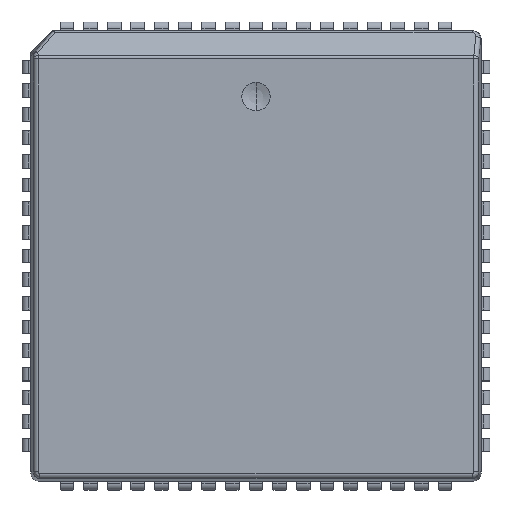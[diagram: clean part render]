
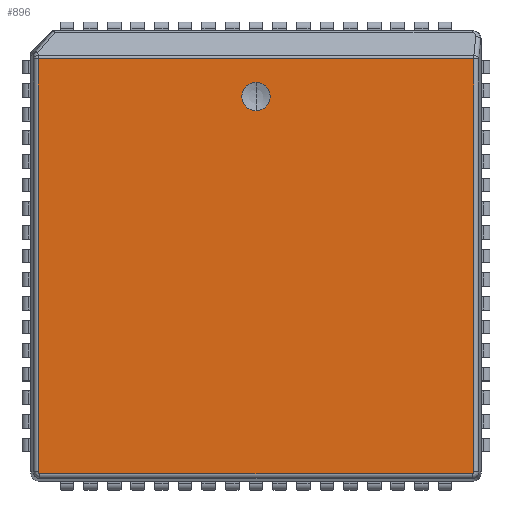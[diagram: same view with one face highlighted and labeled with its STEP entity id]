
A CAD part, top view. The second image highlights one B-rep face of the part: STEP entity #896.
In plain terms, the highlighted face is planar.
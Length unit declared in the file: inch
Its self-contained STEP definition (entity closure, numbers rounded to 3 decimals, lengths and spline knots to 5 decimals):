
#279=CARTESIAN_POINT('',(0.,0.068,-0.337));
#280=DIRECTION('',(0.,-1.,0.));
#281=DIRECTION('',(0.,0.,1.));
#282=AXIS2_PLACEMENT_3D('',#279,#280,#281);
#287=CARTESIAN_POINT('',(0.,0.068,-0.337));
#288=DIRECTION('',(0.,-1.,0.));
#289=DIRECTION('',(0.,0.,-1.));
#290=AXIS2_PLACEMENT_3D('',#287,#288,#289);
#295=DIRECTION('',(-1.,0.,0.));
#296=VECTOR('',#295,0.9217);
#297=CARTESIAN_POINT('',(0.46085,0.068,-0.41671));
#298=LINE('',#297,#296);
#302=DIRECTION('',(0.,0.,-1.));
#303=VECTOR('',#302,0.87371);
#304=CARTESIAN_POINT('',(0.46085,0.068,0.457));
#305=LINE('',#304,#303);
#309=CARTESIAN_POINT('',(0.457,0.068,0.457));
#310=DIRECTION('',(0.,1.,0.));
#311=DIRECTION('',(0.,0.,1.));
#312=AXIS2_PLACEMENT_3D('',#309,#310,#311);
#317=DIRECTION('',(1.,0.,0.));
#318=VECTOR('',#317,0.914);
#319=CARTESIAN_POINT('',(-0.457,0.068,0.46085));
#320=LINE('',#319,#318);
#324=CARTESIAN_POINT('',(-0.457,0.068,0.457));
#325=DIRECTION('',(0.,1.,0.));
#326=DIRECTION('',(-1.,0.,0.));
#327=AXIS2_PLACEMENT_3D('',#324,#325,#326);
#332=DIRECTION('',(0.,0.,1.));
#333=VECTOR('',#332,0.87371);
#334=CARTESIAN_POINT('',(-0.46085,0.068,-0.41671));
#335=LINE('',#334,#333);
#557=CARTESIAN_POINT('',(0.,0.068,-0.307));
#558=CARTESIAN_POINT('',(0.,0.068,-0.367));
#559=VERTEX_POINT('',#557);
#560=VERTEX_POINT('',#558);
#589=CARTESIAN_POINT('',(0.46085,0.068,-0.41671));
#590=CARTESIAN_POINT('',(-0.46085,0.068,-0.41671));
#591=VERTEX_POINT('',#589);
#592=VERTEX_POINT('',#590);
#605=CARTESIAN_POINT('',(-0.46085,0.068,0.457));
#606=VERTEX_POINT('',#605);
#611=CARTESIAN_POINT('',(-0.457,0.068,0.46085));
#612=VERTEX_POINT('',#611);
#615=CARTESIAN_POINT('',(0.457,0.068,0.46085));
#616=VERTEX_POINT('',#615);
#619=CARTESIAN_POINT('',(0.46085,0.068,0.457));
#620=VERTEX_POINT('',#619);
#874=CARTESIAN_POINT('',(0.,0.068,0.));
#875=DIRECTION('',(0.,1.,0.));
#876=DIRECTION('',(1.,0.,0.));
#877=AXIS2_PLACEMENT_3D('',#874,#875,#876);
#878=PLANE('',#877);
#879=ORIENTED_EDGE('',*,*,#786,.F.);
#880=ORIENTED_EDGE('',*,*,#814,.F.);
#881=ORIENTED_EDGE('',*,*,#865,.F.);
#883=ORIENTED_EDGE('',*,*,#882,.F.);
#885=ORIENTED_EDGE('',*,*,#884,.F.);
#887=ORIENTED_EDGE('',*,*,#886,.F.);
#888=EDGE_LOOP('',(#879,#880,#881,#883,#885,#887));
#889=FACE_OUTER_BOUND('',#888,.F.);
#891=ORIENTED_EDGE('',*,*,#890,.F.);
#893=ORIENTED_EDGE('',*,*,#892,.F.);
#894=EDGE_LOOP('',(#891,#893));
#895=FACE_BOUND('',#894,.F.);
#283=CIRCLE('',#282,0.03);
#291=CIRCLE('',#290,0.03);
#313=CIRCLE('',#312,0.00385);
#328=CIRCLE('',#327,0.00385);
#786=EDGE_CURVE('',#591,#592,#298,.T.);
#814=EDGE_CURVE('',#620,#591,#305,.T.);
#865=EDGE_CURVE('',#616,#620,#313,.T.);
#882=EDGE_CURVE('',#612,#616,#320,.T.);
#884=EDGE_CURVE('',#606,#612,#328,.T.);
#886=EDGE_CURVE('',#592,#606,#335,.T.);
#890=EDGE_CURVE('',#559,#560,#283,.T.);
#892=EDGE_CURVE('',#560,#559,#291,.T.);
#896=ADVANCED_FACE('',(#889,#895),#878,.T.);
